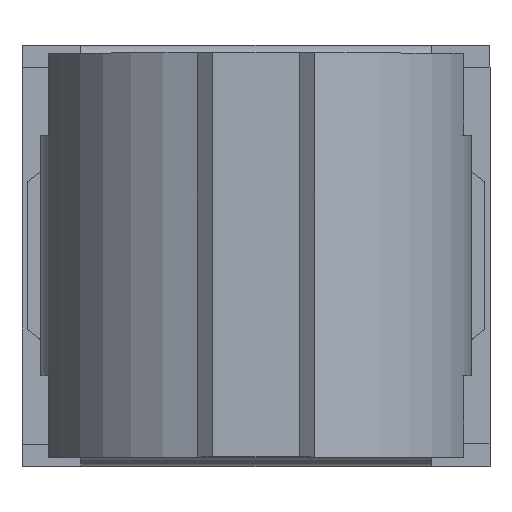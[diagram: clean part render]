
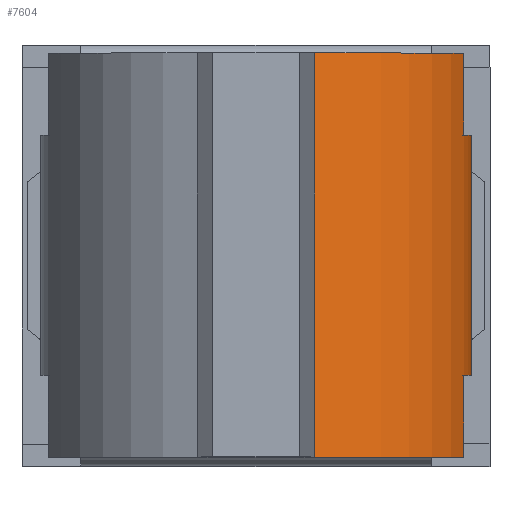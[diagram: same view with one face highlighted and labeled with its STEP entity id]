
A CAD part, top view. The second image highlights one B-rep face of the part: STEP entity #7604.
In plain terms, the highlighted cylindrical face has radius 5.84 mm (diameter 11.68 mm), a partial arc.
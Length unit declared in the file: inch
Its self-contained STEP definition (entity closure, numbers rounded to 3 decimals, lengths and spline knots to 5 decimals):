
#159=CYLINDRICAL_SURFACE('',#8095,0.22992);
#272=FACE_OUTER_BOUND('',#715,.T.);
#715=EDGE_LOOP('',(#5116,#5117,#5118,#5119,#5120,#5121,#5122,#5123));
#1175=CIRCLE('',#8094,0.22992);
#1176=CIRCLE('',#8096,0.22992);
#1177=CIRCLE('',#8097,0.22992);
#1178=CIRCLE('',#8098,0.22992);
#1363=LINE('',#11145,#2262);
#1371=LINE('',#11171,#2270);
#1372=LINE('',#11175,#2271);
#1373=LINE('',#11178,#2272);
#2262=VECTOR('',#8871,0.3937);
#2270=VECTOR('',#8897,0.3937);
#2271=VECTOR('',#8900,0.3937);
#2272=VECTOR('',#8903,0.3937);
#3160=VERTEX_POINT('',#11138);
#3163=VERTEX_POINT('',#11143);
#3169=VERTEX_POINT('',#11162);
#3171=VERTEX_POINT('',#11168);
#3172=VERTEX_POINT('',#11170);
#3173=VERTEX_POINT('',#11172);
#3174=VERTEX_POINT('',#11174);
#3175=VERTEX_POINT('',#11176);
#3906=EDGE_CURVE('',#3160,#3163,#1363,.T.);
#3915=EDGE_CURVE('',#3169,#3160,#1175,.T.);
#3918=EDGE_CURVE('',#3163,#3171,#1176,.T.);
#3919=EDGE_CURVE('',#3171,#3172,#1371,.T.);
#3920=EDGE_CURVE('',#3172,#3173,#1177,.T.);
#3921=EDGE_CURVE('',#3173,#3174,#1372,.T.);
#3922=EDGE_CURVE('',#3174,#3175,#1178,.T.);
#3923=EDGE_CURVE('',#3169,#3175,#1373,.T.);
#5116=ORIENTED_EDGE('',*,*,#3915,.T.);
#5117=ORIENTED_EDGE('',*,*,#3906,.T.);
#5118=ORIENTED_EDGE('',*,*,#3918,.T.);
#5119=ORIENTED_EDGE('',*,*,#3919,.T.);
#5120=ORIENTED_EDGE('',*,*,#3920,.T.);
#5121=ORIENTED_EDGE('',*,*,#3921,.T.);
#5122=ORIENTED_EDGE('',*,*,#3922,.T.);
#5123=ORIENTED_EDGE('',*,*,#3923,.F.);
#7604=ADVANCED_FACE('',(#272),#159,.T.);
#8094=AXIS2_PLACEMENT_3D('',#11163,#8889,#8890);
#8095=AXIS2_PLACEMENT_3D('',#11167,#8893,#8894);
#8096=AXIS2_PLACEMENT_3D('',#11169,#8895,#8896);
#8097=AXIS2_PLACEMENT_3D('',#11173,#8898,#8899);
#8098=AXIS2_PLACEMENT_3D('',#11177,#8901,#8902);
#8871=DIRECTION('',(0.,1.,0.));
#8889=DIRECTION('center_axis',(0.,-1.,0.));
#8890=DIRECTION('ref_axis',(1.,0.,-0.001));
#8893=DIRECTION('center_axis',(0.,-1.,0.));
#8894=DIRECTION('ref_axis',(1.,0.,-0.001));
#8895=DIRECTION('center_axis',(0.,-1.,0.));
#8896=DIRECTION('ref_axis',(1.,0.,-0.001));
#8897=DIRECTION('',(0.,-1.,0.));
#8898=DIRECTION('center_axis',(0.,1.,0.));
#8899=DIRECTION('ref_axis',(1.,0.,-0.001));
#8900=DIRECTION('',(0.,1.,0.));
#8901=DIRECTION('center_axis',(0.,1.,0.));
#8902=DIRECTION('ref_axis',(1.,0.,-0.001));
#8903=DIRECTION('',(0.,-1.,0.));
#11138=CARTESIAN_POINT('',(0.22178,0.12835,0.59331));
#11143=CARTESIAN_POINT('',(0.22178,0.21594,0.59331));
#11145=CARTESIAN_POINT('',(0.22178,0.,0.59331));
#11162=CARTESIAN_POINT('',(0.22992,0.12835,0.5324));
#11163=CARTESIAN_POINT('Origin',(0.,0.12835,
0.53268));
#11167=CARTESIAN_POINT('Origin',(0.,0.,
0.53268));
#11168=CARTESIAN_POINT('',(0.0626,0.21594,0.75391));
#11169=CARTESIAN_POINT('Origin',(0.,0.21594,
0.53268));
#11170=CARTESIAN_POINT('',(0.0626,-0.21594,0.75391));
#11171=CARTESIAN_POINT('',(0.0626,0.,0.75391));
#11172=CARTESIAN_POINT('',(0.22178,-0.21594,0.59331));
#11173=CARTESIAN_POINT('Origin',(0.,-0.21594,
0.53268));
#11174=CARTESIAN_POINT('',(0.22178,-0.12835,0.59331));
#11175=CARTESIAN_POINT('',(0.22178,0.,0.59331));
#11176=CARTESIAN_POINT('',(0.22992,-0.12835,0.5324));
#11177=CARTESIAN_POINT('Origin',(0.,-0.12835,
0.53268));
#11178=CARTESIAN_POINT('',(0.22992,0.,0.5324));
